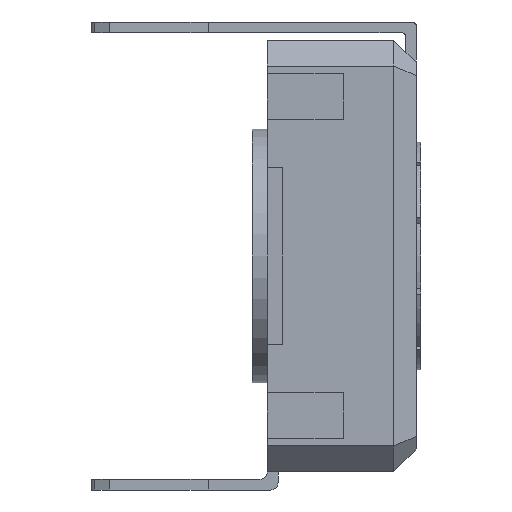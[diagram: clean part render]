
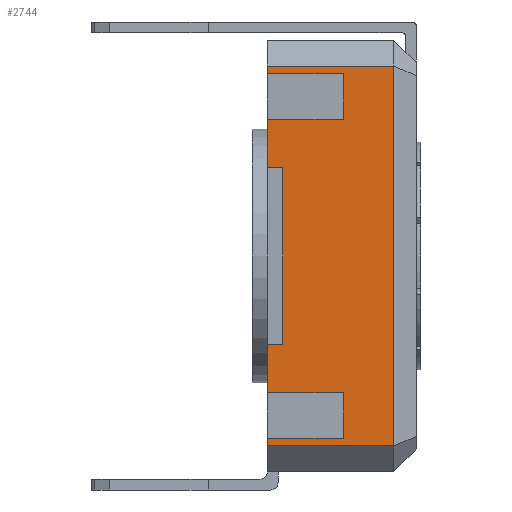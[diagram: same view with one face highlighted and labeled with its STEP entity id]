
A CAD part, left-side view. The second image highlights one B-rep face of the part: STEP entity #2744.
In plain terms, the highlighted planar face has unit normal (-1, 0, 0).
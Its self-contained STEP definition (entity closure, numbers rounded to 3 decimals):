
#61 = DIRECTION ( 'NONE',  ( 0., 0., 1. ) ) ;
#98 = CARTESIAN_POINT ( 'NONE',  ( -7.1, 2.45, -6.25 ) ) ;
#114 = VECTOR ( 'NONE', #892, 1000. ) ;
#128 = ORIENTED_EDGE ( 'NONE', *, *, #1859, .F. ) ;
#210 = LINE ( 'NONE', #1822, #2798 ) ;
#239 = VECTOR ( 'NONE', #1078, 1000. ) ;
#501 = VECTOR ( 'NONE', #5061, 1000. ) ;
#539 = ORIENTED_EDGE ( 'NONE', *, *, #1815, .F. ) ;
#565 = DIRECTION ( 'NONE',  ( 1., 0., 0. ) ) ;
#611 = VERTEX_POINT ( 'NONE', #1442 ) ;
#644 = DIRECTION ( 'NONE',  ( 0., -1., 0. ) ) ;
#658 = CARTESIAN_POINT ( 'NONE',  ( -7.1, -0.05, 4.5 ) ) ;
#679 = EDGE_CURVE ( 'NONE', #4295, #4485, #4555, .T. ) ;
#683 = EDGE_CURVE ( 'NONE', #4903, #1948, #1852, .T. ) ;
#721 = CARTESIAN_POINT ( 'NONE',  ( -7.1, -0.05, -6.25 ) ) ;
#844 = CARTESIAN_POINT ( 'NONE',  ( -7.1, 2.45, -6.25 ) ) ;
#858 = LINE ( 'NONE', #1346, #2274 ) ;
#892 = DIRECTION ( 'NONE',  ( 0., -1., 0. ) ) ;
#922 = EDGE_CURVE ( 'NONE', #611, #3144, #858, .T. ) ;
#958 = ORIENTED_EDGE ( 'NONE', *, *, #1277, .F. ) ;
#967 = DIRECTION ( 'NONE',  ( 0., 0., 1. ) ) ;
#976 = CARTESIAN_POINT ( 'NONE',  ( -7.1, 1.95, -2.9 ) ) ;
#1060 = EDGE_CURVE ( 'NONE', #3669, #3925, #2168, .T. ) ;
#1078 = DIRECTION ( 'NONE',  ( 0., -1., 0. ) ) ;
#1087 = ORIENTED_EDGE ( 'NONE', *, *, #1970, .F. ) ;
#1090 = VECTOR ( 'NONE', #4826, 1000. ) ;
#1107 = VECTOR ( 'NONE', #967, 1000. ) ;
#1111 = LINE ( 'NONE', #721, #4371 ) ;
#1222 = VECTOR ( 'NONE', #644, 1000. ) ;
#1247 = VECTOR ( 'NONE', #1495, 1000. ) ;
#1277 = EDGE_CURVE ( 'NONE', #4350, #4422, #3205, .T. ) ;
#1314 = VERTEX_POINT ( 'NONE', #4823 ) ;
#1346 = CARTESIAN_POINT ( 'NONE',  ( -7.1, 2.45, 4.5 ) ) ;
#1367 = CARTESIAN_POINT ( 'NONE',  ( -7.1, 2.45, 6.25 ) ) ;
#1442 = CARTESIAN_POINT ( 'NONE',  ( -7.1, 2.45, 4.5 ) ) ;
#1495 = DIRECTION ( 'NONE',  ( 0., 0., 1. ) ) ;
#1508 = CARTESIAN_POINT ( 'NONE',  ( -7.1, -0.05, -6. ) ) ;
#1579 = LINE ( 'NONE', #3582, #4940 ) ;
#1589 = LINE ( 'NONE', #4339, #4215 ) ;
#1759 = PLANE ( 'NONE',  #2882 ) ;
#1807 = CARTESIAN_POINT ( 'NONE',  ( -7.1, 2.45, -2.9 ) ) ;
#1815 = EDGE_CURVE ( 'NONE', #1891, #4375, #2573, .T. ) ;
#1822 = CARTESIAN_POINT ( 'NONE',  ( -7.1, 2.45, 6. ) ) ;
#1829 = CARTESIAN_POINT ( 'NONE',  ( -7.1, 2.45, -6.25 ) ) ;
#1830 = CARTESIAN_POINT ( 'NONE',  ( -7.1, 2.45, -4.5 ) ) ;
#1852 = LINE ( 'NONE', #1830, #3505 ) ;
#1859 = EDGE_CURVE ( 'NONE', #4422, #611, #3008, .T. ) ;
#1877 = DIRECTION ( 'NONE',  ( 0., 0., 1. ) ) ;
#1891 = VERTEX_POINT ( 'NONE', #98 ) ;
#1948 = VERTEX_POINT ( 'NONE', #2765 ) ;
#1970 = EDGE_CURVE ( 'NONE', #4375, #2074, #1589, .T. ) ;
#2074 = VERTEX_POINT ( 'NONE', #1508 ) ;
#2168 = LINE ( 'NONE', #1367, #239 ) ;
#2214 = EDGE_LOOP ( 'NONE', ( #5024, #2670, #4119, #4804, #1087, #539, #2403, #3939, #2483, #4096, #4221, #2376, #2767, #128, #958, #4987 ) ) ;
#2265 = EDGE_CURVE ( 'NONE', #3144, #3029, #3606, .T. ) ;
#2274 = VECTOR ( 'NONE', #4428, 1000. ) ;
#2376 = ORIENTED_EDGE ( 'NONE', *, *, #2265, .F. ) ;
#2382 = CARTESIAN_POINT ( 'NONE',  ( -7.1, 1.95, 2.9 ) ) ;
#2403 = ORIENTED_EDGE ( 'NONE', *, *, #4790, .T. ) ;
#2415 = CARTESIAN_POINT ( 'NONE',  ( -7.1, -0.05, 6. ) ) ;
#2426 = CARTESIAN_POINT ( 'NONE',  ( -7.1, -0.05, -4.5 ) ) ;
#2459 = EDGE_CURVE ( 'NONE', #2074, #4903, #1111, .T. ) ;
#2483 = ORIENTED_EDGE ( 'NONE', *, *, #1060, .F. ) ;
#2485 = DIRECTION ( 'NONE',  ( 0., -1., 0. ) ) ;
#2494 = EDGE_CURVE ( 'NONE', #1948, #4295, #3133, .T. ) ;
#2573 = LINE ( 'NONE', #3756, #1107 ) ;
#2591 = DIRECTION ( 'NONE',  ( 0., 0., -1. ) ) ;
#2670 = ORIENTED_EDGE ( 'NONE', *, *, #2494, .F. ) ;
#2692 = VECTOR ( 'NONE', #4772, 1000. ) ;
#2744 = ADVANCED_FACE ( 'NONE', ( #2982 ), #1759, .F. ) ;
#2765 = CARTESIAN_POINT ( 'NONE',  ( -7.1, 2.45, -4.5 ) ) ;
#2767 = ORIENTED_EDGE ( 'NONE', *, *, #922, .F. ) ;
#2798 = VECTOR ( 'NONE', #4854, 1000. ) ;
#2831 = VECTOR ( 'NONE', #4582, 1000. ) ;
#2846 = CARTESIAN_POINT ( 'NONE',  ( -7.1, 2.45, 2.9 ) ) ;
#2882 = AXIS2_PLACEMENT_3D ( 'NONE', #1829, #565, #2591 ) ;
#2982 = FACE_OUTER_BOUND ( 'NONE', #2214, .T. ) ;
#3008 = LINE ( 'NONE', #4961, #2831 ) ;
#3029 = VERTEX_POINT ( 'NONE', #2415 ) ;
#3084 = EDGE_CURVE ( 'NONE', #3029, #1314, #210, .T. ) ;
#3133 = LINE ( 'NONE', #5037, #1247 ) ;
#3144 = VERTEX_POINT ( 'NONE', #658 ) ;
#3205 = LINE ( 'NONE', #2846, #2692 ) ;
#3505 = VECTOR ( 'NONE', #4959, 1000. ) ;
#3524 = CARTESIAN_POINT ( 'NONE',  ( -7.1, -1.7, 6.25 ) ) ;
#3547 = VECTOR ( 'NONE', #3984, 1000. ) ;
#3579 = CARTESIAN_POINT ( 'NONE',  ( -7.1, -1.7, -6.25 ) ) ;
#3582 = CARTESIAN_POINT ( 'NONE',  ( -7.1, 1.95, -6.25 ) ) ;
#3606 = LINE ( 'NONE', #4461, #3547 ) ;
#3610 = LINE ( 'NONE', #844, #114 ) ;
#3669 = VERTEX_POINT ( 'NONE', #3852 ) ;
#3756 = CARTESIAN_POINT ( 'NONE',  ( -7.1, 2.45, -6.25 ) ) ;
#3774 = EDGE_CURVE ( 'NONE', #4485, #4350, #1579, .T. ) ;
#3852 = CARTESIAN_POINT ( 'NONE',  ( -7.1, 2.45, 6.25 ) ) ;
#3869 = VERTEX_POINT ( 'NONE', #3579 ) ;
#3871 = EDGE_CURVE ( 'NONE', #3869, #3925, #4681, .T. ) ;
#3875 = CARTESIAN_POINT ( 'NONE',  ( -7.1, -1.7, 6.25 ) ) ;
#3925 = VERTEX_POINT ( 'NONE', #3875 ) ;
#3939 = ORIENTED_EDGE ( 'NONE', *, *, #3871, .T. ) ;
#3984 = DIRECTION ( 'NONE',  ( 0., 0., 1. ) ) ;
#4026 = CARTESIAN_POINT ( 'NONE',  ( -7.1, 2.45, -6. ) ) ;
#4049 = LINE ( 'NONE', #4880, #1090 ) ;
#4096 = ORIENTED_EDGE ( 'NONE', *, *, #4396, .F. ) ;
#4119 = ORIENTED_EDGE ( 'NONE', *, *, #683, .F. ) ;
#4215 = VECTOR ( 'NONE', #2485, 1000. ) ;
#4221 = ORIENTED_EDGE ( 'NONE', *, *, #3084, .F. ) ;
#4295 = VERTEX_POINT ( 'NONE', #4344 ) ;
#4339 = CARTESIAN_POINT ( 'NONE',  ( -7.1, 2.45, -6. ) ) ;
#4344 = CARTESIAN_POINT ( 'NONE',  ( -7.1, 2.45, -2.9 ) ) ;
#4350 = VERTEX_POINT ( 'NONE', #2382 ) ;
#4371 = VECTOR ( 'NONE', #1877, 1000. ) ;
#4375 = VERTEX_POINT ( 'NONE', #4026 ) ;
#4394 = CARTESIAN_POINT ( 'NONE',  ( -7.1, 2.45, 2.9 ) ) ;
#4396 = EDGE_CURVE ( 'NONE', #1314, #3669, #4049, .T. ) ;
#4422 = VERTEX_POINT ( 'NONE', #4394 ) ;
#4428 = DIRECTION ( 'NONE',  ( 0., -1., 0. ) ) ;
#4461 = CARTESIAN_POINT ( 'NONE',  ( -7.1, -0.05, -6.25 ) ) ;
#4485 = VERTEX_POINT ( 'NONE', #976 ) ;
#4555 = LINE ( 'NONE', #1807, #1222 ) ;
#4582 = DIRECTION ( 'NONE',  ( 0., 0., 1. ) ) ;
#4681 = LINE ( 'NONE', #3524, #501 ) ;
#4772 = DIRECTION ( 'NONE',  ( 0., 1., 0. ) ) ;
#4790 = EDGE_CURVE ( 'NONE', #1891, #3869, #3610, .T. ) ;
#4804 = ORIENTED_EDGE ( 'NONE', *, *, #2459, .F. ) ;
#4823 = CARTESIAN_POINT ( 'NONE',  ( -7.1, 2.45, 6. ) ) ;
#4826 = DIRECTION ( 'NONE',  ( 0., 0., 1. ) ) ;
#4854 = DIRECTION ( 'NONE',  ( 0., 1., 0. ) ) ;
#4880 = CARTESIAN_POINT ( 'NONE',  ( -7.1, 2.45, -6.25 ) ) ;
#4903 = VERTEX_POINT ( 'NONE', #2426 ) ;
#4940 = VECTOR ( 'NONE', #61, 1000. ) ;
#4959 = DIRECTION ( 'NONE',  ( 0., 1., 0. ) ) ;
#4961 = CARTESIAN_POINT ( 'NONE',  ( -7.1, 2.45, -6.25 ) ) ;
#4987 = ORIENTED_EDGE ( 'NONE', *, *, #3774, .F. ) ;
#5024 = ORIENTED_EDGE ( 'NONE', *, *, #679, .F. ) ;
#5037 = CARTESIAN_POINT ( 'NONE',  ( -7.1, 2.45, -6.25 ) ) ;
#5061 = DIRECTION ( 'NONE',  ( 0., 0., 1. ) ) ;
